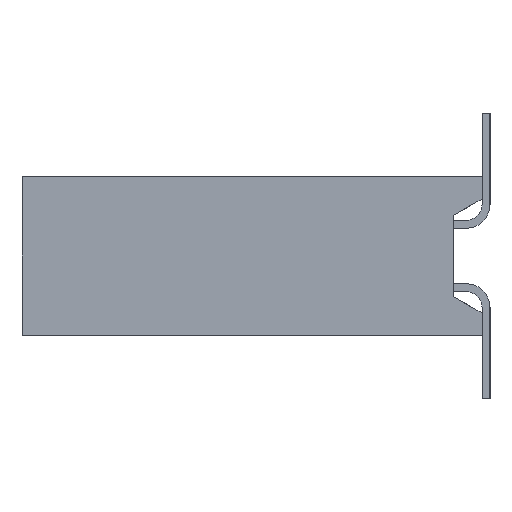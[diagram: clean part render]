
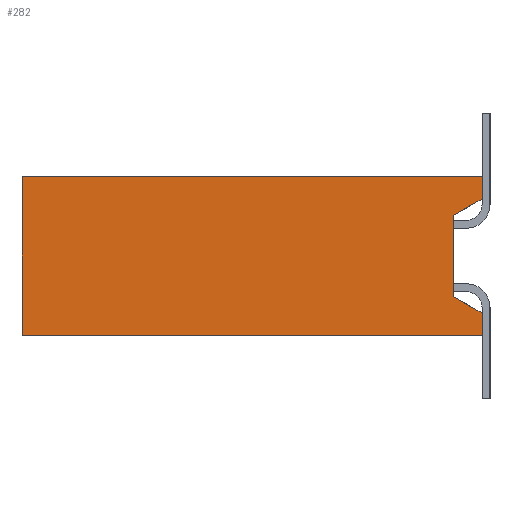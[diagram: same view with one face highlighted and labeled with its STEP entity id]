
A CAD part, left-side view. The second image highlights one B-rep face of the part: STEP entity #282.
In plain terms, the highlighted planar face has unit normal (-1, 0, 0).
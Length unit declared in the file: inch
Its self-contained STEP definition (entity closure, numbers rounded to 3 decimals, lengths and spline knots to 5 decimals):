
#282 = ADVANCED_FACE( '', ( #951 ), #952, .F. );
#951 = FACE_OUTER_BOUND( '', #2031, .T. );
#952 = PLANE( '', #2032 );
#2031 = EDGE_LOOP( '', ( #4250, #4251, #4252, #4253, #4254, #4255, #4256, #4257 ) );
#2032 = AXIS2_PLACEMENT_3D( '', #4258, #4259, #4260 );
#4250 = ORIENTED_EDGE( '', *, *, #8208, .F. );
#4251 = ORIENTED_EDGE( '', *, *, #8209, .T. );
#4252 = ORIENTED_EDGE( '', *, *, #8157, .F. );
#4253 = ORIENTED_EDGE( '', *, *, #7927, .F. );
#4254 = ORIENTED_EDGE( '', *, *, #7571, .T. );
#4255 = ORIENTED_EDGE( '', *, *, #7458, .T. );
#4256 = ORIENTED_EDGE( '', *, *, #8210, .F. );
#4257 = ORIENTED_EDGE( '', *, *, #8093, .F. );
#4258 = CARTESIAN_POINT( '', ( -0.7, 0.29, -0.05 ) );
#4259 = DIRECTION( '', ( 1., 0., 0. ) );
#4260 = DIRECTION( '', ( 0., 0., -1. ) );
#7458 = EDGE_CURVE( '', #9009, #9007, #9010, .T. );
#7571 = EDGE_CURVE( '', #9234, #9009, #9235, .T. );
#7927 = EDGE_CURVE( '', #9234, #9868, #9869, .T. );
#8093 = EDGE_CURVE( '', #10142, #10144, #10145, .T. );
#8157 = EDGE_CURVE( '', #9868, #10266, #10267, .T. );
#8208 = EDGE_CURVE( '', #10341, #10142, #10342, .T. );
#8209 = EDGE_CURVE( '', #10341, #10266, #10343, .T. );
#8210 = EDGE_CURVE( '', #10144, #9007, #10344, .T. );
#9007 = VERTEX_POINT( '', #11574 );
#9009 = VERTEX_POINT( '', #11577 );
#9010 = LINE( '', #11578, #11579 );
#9234 = VERTEX_POINT( '', #11915 );
#9235 = LINE( '', #11916, #11917 );
#9868 = VERTEX_POINT( '', #12905 );
#9869 = LINE( '', #12906, #12907 );
#10142 = VERTEX_POINT( '', #13344 );
#10144 = VERTEX_POINT( '', #13347 );
#10145 = LINE( '', #13348, #13349 );
#10266 = VERTEX_POINT( '', #13533 );
#10267 = LINE( '', #13534, #13535 );
#10341 = VERTEX_POINT( '', #13659 );
#10342 = LINE( '', #13660, #13661 );
#10343 = LINE( '', #13662, #13663 );
#10344 = LINE( '', #13664, #13665 );
#11574 = CARTESIAN_POINT( '', ( -0.7, 0., -0.036 ) );
#11577 = CARTESIAN_POINT( '', ( -0.7, 0., -0.05 ) );
#11578 = CARTESIAN_POINT( '', ( -0.7, 0., -0.05 ) );
#11579 = VECTOR( '', #15530, 39.37008 );
#11915 = CARTESIAN_POINT( '', ( -0.7, 0.29, -0.05 ) );
#11916 = CARTESIAN_POINT( '', ( -0.7, 0.29, -0.05 ) );
#11917 = VECTOR( '', #15643, 39.37008 );
#12905 = CARTESIAN_POINT( '', ( -0.7, 0.29, 0.05 ) );
#12906 = CARTESIAN_POINT( '', ( -0.7, 0.29, -0.05 ) );
#12907 = VECTOR( '', #15999, 39.37008 );
#13344 = CARTESIAN_POINT( '', ( -0.7, 0.018, 0.02561 ) );
#13347 = CARTESIAN_POINT( '', ( -0.7, 0.018, -0.02561 ) );
#13348 = CARTESIAN_POINT( '', ( -0.7, 0.018, -0.05 ) );
#13349 = VECTOR( '', #16165, 39.37008 );
#13533 = CARTESIAN_POINT( '', ( -0.7, 0., 0.05 ) );
#13534 = CARTESIAN_POINT( '', ( -0.7, 0.29, 0.05 ) );
#13535 = VECTOR( '', #16229, 39.37008 );
#13659 = CARTESIAN_POINT( '', ( -0.7, 0., 0.036 ) );
#13660 = CARTESIAN_POINT( '', ( -0.7, 0.25474, -0.11107 ) );
#13661 = VECTOR( '', #16280, 39.37008 );
#13662 = CARTESIAN_POINT( '', ( -0.7, 0., -0.05 ) );
#13663 = VECTOR( '', #16281, 39.37008 );
#13664 = CARTESIAN_POINT( '', ( -0.7, 0.21144, 0.08607 ) );
#13665 = VECTOR( '', #16282, 39.37008 );
#15530 = DIRECTION( '', ( 0., 0., 1. ) );
#15643 = DIRECTION( '', ( 0., -1., 0. ) );
#15999 = DIRECTION( '', ( 0., 0., 1. ) );
#16165 = DIRECTION( '', ( 0., 0., -1. ) );
#16229 = DIRECTION( '', ( 0., -1., 0. ) );
#16280 = DIRECTION( '', ( 0., 0.866, -0.5 ) );
#16281 = DIRECTION( '', ( 0., 0., 1. ) );
#16282 = DIRECTION( '', ( 0., -0.866, -0.5 ) );
